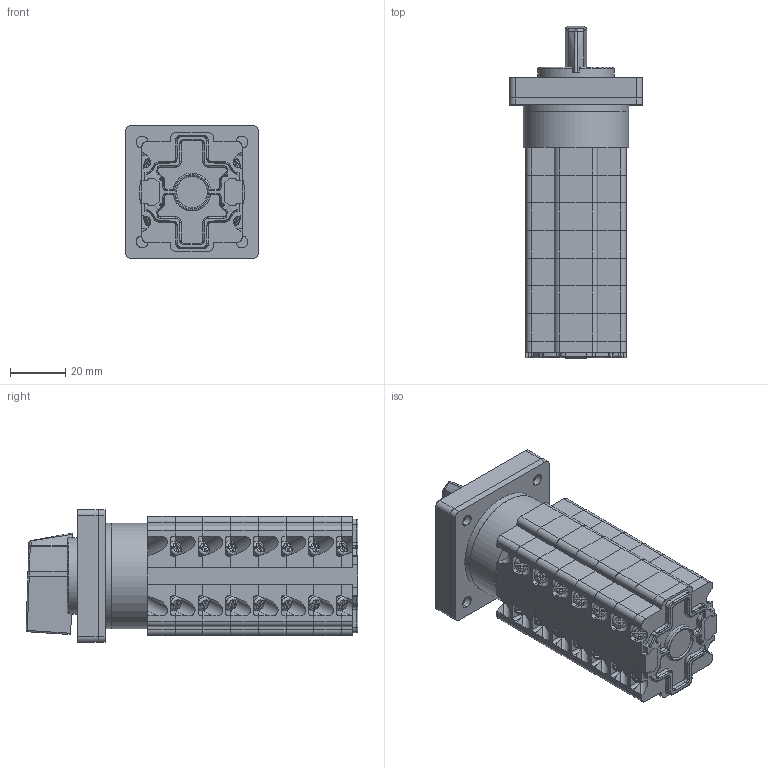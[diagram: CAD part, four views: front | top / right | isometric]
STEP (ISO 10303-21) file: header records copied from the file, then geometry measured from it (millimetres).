
FILE_DESCRIPTION(('TFLEX Exchange Step'),'2;1');
FILE_NAME('energoplast_4g20-7ke-u_3dmodel.stp', '2024-04-26T16:32:37+03:00',('nikolaeva'),('Unknown organisation'),'TFLEX Exchange 2019.0','T-FLEX CAD','Unknown authorisation');
FILE_SCHEMA( ('AUTOMOTIVE_DESIGN { 1 0 10303 214 1 1 1 1 }') );
Length unit declared in the file: millimetre
Products named in the file (1): BUFFER:000000BE497FC5D0 
Bounding box: 48 x 119.95 x 48 mm (x, y, z)
Volume: 137416.6 mm3; surface area: 66221.7 mm2
Topology: 15 solids, 319 shells, 1706 faces, 5790 edges, 4321 vertices
Faces by surface type: plane 987, cylinder 433, cone 154, torus 93, sphere 26, bspline 13
Full cylindrical faces by diameter (mm): 2.5 x1, 3 x28, 4.5 x1, 10.5 x1, 27.6 x1, 38 x1
Entity records: 88544 total; most frequent: CARTESIAN_POINT 48384, ORIENTED_EDGE 10086, EDGE_CURVE 5780, B_SPLINE_CURVE_WITH_KNOTS 5779, VERTEX_POINT 4324, DIRECTION 3387, EDGE_LOOP 1786, FACE_BOUND 1786
